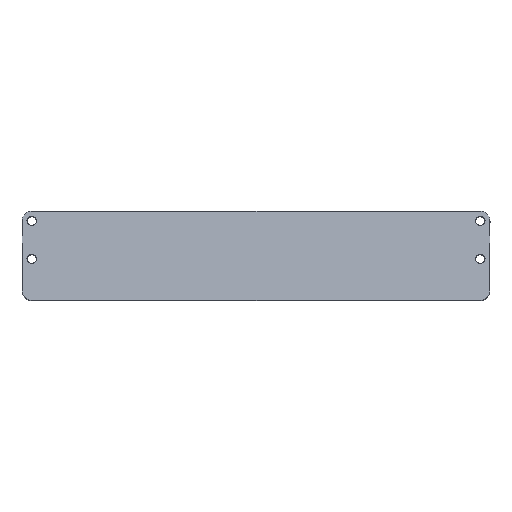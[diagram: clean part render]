
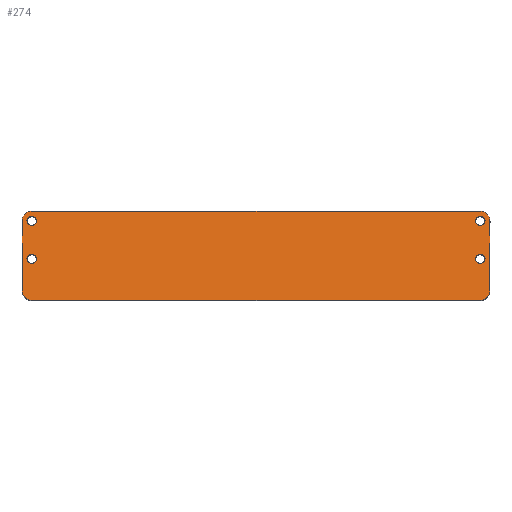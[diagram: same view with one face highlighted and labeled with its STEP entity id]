
A CAD part, top view. The second image highlights one B-rep face of the part: STEP entity #274.
In plain terms, the highlighted planar face has unit normal (0, 0.167, 0.986).
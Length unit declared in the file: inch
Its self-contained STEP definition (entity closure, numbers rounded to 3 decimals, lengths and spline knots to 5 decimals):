
#19=FACE_BOUND('',#61,.T.);
#20=FACE_BOUND('',#62,.T.);
#21=FACE_BOUND('',#63,.T.);
#22=FACE_BOUND('',#64,.T.);
#28=PLANE('',#318);
#42=FACE_OUTER_BOUND('',#60,.T.);
#60=EDGE_LOOP('',(#241,#242,#243,#244,#245,#246,#247,#248));
#61=EDGE_LOOP('',(#249));
#62=EDGE_LOOP('',(#250));
#63=EDGE_LOOP('',(#251));
#64=EDGE_LOOP('',(#252));
#69=LINE('',#416,#89);
#75=LINE('',#445,#95);
#82=LINE('',#469,#102);
#84=LINE('',#474,#104);
#89=VECTOR('',#333,0.3937);
#95=VECTOR('',#361,0.3937);
#102=VECTOR('',#390,0.3937);
#104=VECTOR('',#398,0.3937);
#105=CIRCLE('',#290,0.1875);
#114=CIRCLE('',#302,0.1875);
#115=CIRCLE('',#305,0.091);
#116=CIRCLE('',#307,0.091);
#117=CIRCLE('',#309,0.091);
#118=CIRCLE('',#311,0.091);
#119=CIRCLE('',#313,0.1875);
#120=CIRCLE('',#316,0.1875);
#121=VERTEX_POINT('',#403);
#122=VERTEX_POINT('',#404);
#126=VERTEX_POINT('',#414);
#136=VERTEX_POINT('',#438);
#137=VERTEX_POINT('',#439);
#138=VERTEX_POINT('',#444);
#139=VERTEX_POINT('',#448);
#140=VERTEX_POINT('',#452);
#141=VERTEX_POINT('',#456);
#142=VERTEX_POINT('',#460);
#143=VERTEX_POINT('',#464);
#144=VERTEX_POINT('',#468);
#145=EDGE_CURVE('',#121,#122,#105,.T.);
#151=EDGE_CURVE('',#121,#126,#69,.T.);
#162=EDGE_CURVE('',#136,#137,#114,.T.);
#165=EDGE_CURVE('',#138,#137,#75,.T.);
#167=EDGE_CURVE('',#139,#139,#115,.T.);
#169=EDGE_CURVE('',#140,#140,#116,.T.);
#171=EDGE_CURVE('',#141,#141,#117,.T.);
#173=EDGE_CURVE('',#142,#142,#118,.T.);
#175=EDGE_CURVE('',#143,#138,#119,.T.);
#177=EDGE_CURVE('',#144,#143,#82,.T.);
#179=EDGE_CURVE('',#126,#144,#120,.T.);
#180=EDGE_CURVE('',#136,#122,#84,.T.);
#241=ORIENTED_EDGE('',*,*,#145,.F.);
#242=ORIENTED_EDGE('',*,*,#151,.T.);
#243=ORIENTED_EDGE('',*,*,#179,.T.);
#244=ORIENTED_EDGE('',*,*,#177,.T.);
#245=ORIENTED_EDGE('',*,*,#175,.T.);
#246=ORIENTED_EDGE('',*,*,#165,.T.);
#247=ORIENTED_EDGE('',*,*,#162,.F.);
#248=ORIENTED_EDGE('',*,*,#180,.T.);
#249=ORIENTED_EDGE('',*,*,#173,.T.);
#250=ORIENTED_EDGE('',*,*,#171,.T.);
#251=ORIENTED_EDGE('',*,*,#169,.T.);
#252=ORIENTED_EDGE('',*,*,#167,.T.);
#274=ADVANCED_FACE('',(#42,#19,#20,#21,#22),#28,.T.);
#290=AXIS2_PLACEMENT_3D('',#405,#323,#324);
#302=AXIS2_PLACEMENT_3D('',#440,#355,#356);
#305=AXIS2_PLACEMENT_3D('',#449,#365,#366);
#307=AXIS2_PLACEMENT_3D('',#453,#370,#371);
#309=AXIS2_PLACEMENT_3D('',#457,#375,#376);
#311=AXIS2_PLACEMENT_3D('',#461,#380,#381);
#313=AXIS2_PLACEMENT_3D('',#465,#385,#386);
#316=AXIS2_PLACEMENT_3D('',#472,#394,#395);
#318=AXIS2_PLACEMENT_3D('',#475,#399,#400);
#323=DIRECTION('center_axis',(0.,-0.167,-0.986));
#324=DIRECTION('ref_axis',(0.707,-0.697,0.118));
#333=DIRECTION('',(0.,0.986,-0.167));
#355=DIRECTION('center_axis',(0.,-0.167,-0.986));
#356=DIRECTION('ref_axis',(-0.707,-0.697,0.118));
#361=DIRECTION('',(0.,-0.986,0.167));
#365=DIRECTION('center_axis',(0.,-0.167,-0.986));
#366=DIRECTION('ref_axis',(-1.,0.,0.));
#370=DIRECTION('center_axis',(0.,-0.167,-0.986));
#371=DIRECTION('ref_axis',(-1.,0.,0.));
#375=DIRECTION('center_axis',(0.,-0.167,-0.986));
#376=DIRECTION('ref_axis',(-1.,0.,0.));
#380=DIRECTION('center_axis',(0.,-0.167,-0.986));
#381=DIRECTION('ref_axis',(-1.,0.,0.));
#385=DIRECTION('center_axis',(0.,0.167,0.986));
#386=DIRECTION('ref_axis',(-1.,0.,0.));
#390=DIRECTION('',(-1.,0.,0.));
#394=DIRECTION('center_axis',(0.,0.167,0.986));
#395=DIRECTION('ref_axis',(-1.,0.,0.));
#398=DIRECTION('',(1.,0.,0.));
#399=DIRECTION('center_axis',(0.,0.167,0.986));
#400=DIRECTION('ref_axis',(-1.,0.,0.));
#403=CARTESIAN_POINT('',(8.7456,-1.24448,7.92392));
#404=CARTESIAN_POINT('',(8.5581,-1.42936,7.95517));
#405=CARTESIAN_POINT('Origin',(8.5581,-1.24448,7.92392));
#414=CARTESIAN_POINT('',(8.7456,0.11374,7.69436));
#416=CARTESIAN_POINT('',(8.7456,-1.43923,7.95684));
#438=CARTESIAN_POINT('',(-0.1669,-1.42936,7.95517));
#439=CARTESIAN_POINT('',(-0.3544,-1.24448,7.92392));
#440=CARTESIAN_POINT('Origin',(-0.1669,-1.24448,7.92392));
#444=CARTESIAN_POINT('',(-0.3544,0.11374,7.69436));
#445=CARTESIAN_POINT('',(-0.3544,0.73,7.5902));
#448=CARTESIAN_POINT('',(-0.0759,0.11374,7.69436));
#449=CARTESIAN_POINT('Origin',(-0.1669,0.11374,7.69436));
#452=CARTESIAN_POINT('',(-0.0759,-0.62577,7.81935));
#453=CARTESIAN_POINT('Origin',(-0.1669,-0.62577,7.81935));
#456=CARTESIAN_POINT('',(8.6491,-0.62577,7.81935));
#457=CARTESIAN_POINT('Origin',(8.5581,-0.62577,7.81935));
#460=CARTESIAN_POINT('',(8.6491,0.11374,7.69436));
#461=CARTESIAN_POINT('Origin',(8.5581,0.11374,7.69436));
#464=CARTESIAN_POINT('',(-0.1669,0.29862,7.66311));
#465=CARTESIAN_POINT('Origin',(-0.1669,0.11374,7.69436));
#468=CARTESIAN_POINT('',(8.5581,0.29862,7.66311));
#469=CARTESIAN_POINT('',(-0.1669,0.29862,7.66311));
#472=CARTESIAN_POINT('Origin',(8.5581,0.11374,7.69436));
#474=CARTESIAN_POINT('',(-0.3544,-1.42936,7.95517));
#475=CARTESIAN_POINT('Origin',(4.1956,-0.56537,7.80914));
